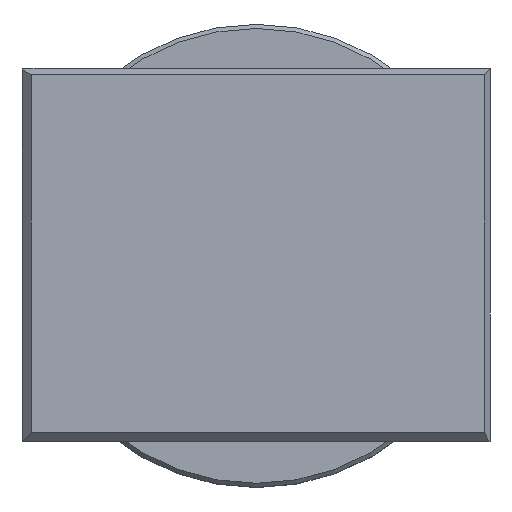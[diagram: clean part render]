
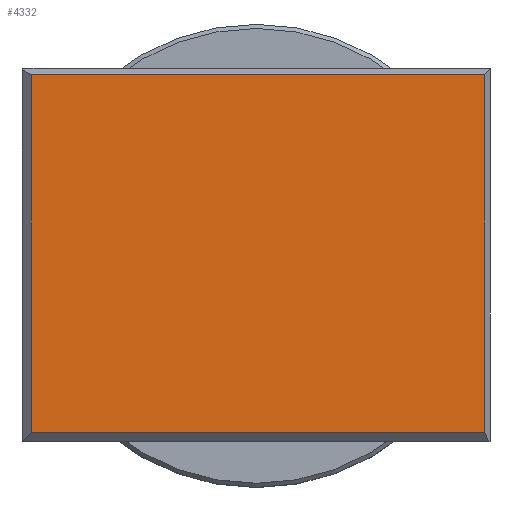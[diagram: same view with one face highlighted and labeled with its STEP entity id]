
A CAD part, top view. The second image highlights one B-rep face of the part: STEP entity #4332.
In plain terms, the highlighted planar face has unit normal (0, 0, 1).
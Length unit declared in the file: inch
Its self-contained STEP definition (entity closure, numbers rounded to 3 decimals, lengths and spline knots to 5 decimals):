
#172 = CARTESIAN_POINT ( 'NONE',  ( -0.05158, 1.09501, 2.63434 ) ) ;
#244 = VECTOR ( 'NONE', #2562, 39.37008 ) ;
#360 = ORIENTED_EDGE ( 'NONE', *, *, #1990, .T. ) ;
#530 = VERTEX_POINT ( 'NONE', #4450 ) ;
#606 = LINE ( 'NONE', #4894, #244 ) ;
#882 = PLANE ( 'NONE',  #5176 ) ;
#995 = CARTESIAN_POINT ( 'NONE',  ( -0.05158, 0.19609, 2.63434 ) ) ;
#1065 = VERTEX_POINT ( 'NONE', #2650 ) ;
#1370 = ORIENTED_EDGE ( 'NONE', *, *, #2755, .T. ) ;
#1990 = EDGE_CURVE ( 'NONE', #2234, #2438, #606, .T. ) ;
#2234 = VERTEX_POINT ( 'NONE', #5337 ) ;
#2438 = VERTEX_POINT ( 'NONE', #172 ) ;
#2562 = DIRECTION ( 'NONE',  ( -1., 0., 0. ) ) ;
#2609 = LINE ( 'NONE', #4495, #6222 ) ;
#2650 = CARTESIAN_POINT ( 'NONE',  ( 1.04996, 0.22609, 2.63434 ) ) ;
#2755 = EDGE_CURVE ( 'NONE', #530, #1065, #2609, .T. ) ;
#2760 = ORIENTED_EDGE ( 'NONE', *, *, #5571, .T. ) ;
#2892 = LINE ( 'NONE', #995, #4408 ) ;
#2923 = DIRECTION ( 'NONE',  ( 0., -1., 0. ) ) ;
#2989 = EDGE_CURVE ( 'NONE', #1065, #2234, #3893, .T. ) ;
#3062 = DIRECTION ( 'NONE',  ( 0., 0., 1. ) ) ;
#3404 = EDGE_LOOP ( 'NONE', ( #4749, #360, #2760, #1370 ) ) ;
#3554 = DIRECTION ( 'NONE',  ( 1., 0., 0. ) ) ;
#3893 = LINE ( 'NONE', #4021, #4416 ) ;
#4021 = CARTESIAN_POINT ( 'NONE',  ( 1.04996, 0.65759, 2.63434 ) ) ;
#4332 = ADVANCED_FACE ( 'NONE', ( #5334 ), #882, .T. ) ;
#4408 = VECTOR ( 'NONE', #2923, 39.37008 ) ;
#4416 = VECTOR ( 'NONE', #5987, 39.37008 ) ;
#4450 = CARTESIAN_POINT ( 'NONE',  ( -0.05158, 0.22609, 2.63434 ) ) ;
#4495 = CARTESIAN_POINT ( 'NONE',  ( 1.07342, 0.22609, 2.63434 ) ) ;
#4593 = DIRECTION ( 'NONE',  ( 1., 0., 0. ) ) ;
#4749 = ORIENTED_EDGE ( 'NONE', *, *, #2989, .T. ) ;
#4894 = CARTESIAN_POINT ( 'NONE',  ( 0.49592, 1.09501, 2.63434 ) ) ;
#5176 = AXIS2_PLACEMENT_3D ( 'NONE', #5815, #3062, #3554 ) ;
#5334 = FACE_OUTER_BOUND ( 'NONE', #3404, .T. ) ;
#5337 = CARTESIAN_POINT ( 'NONE',  ( 1.04996, 1.09501, 2.63434 ) ) ;
#5571 = EDGE_CURVE ( 'NONE', #2438, #530, #2892, .T. ) ;
#5815 = CARTESIAN_POINT ( 'NONE',  ( 0.49592, 0.65759, 2.63434 ) ) ;
#5987 = DIRECTION ( 'NONE',  ( 0., 1., 0. ) ) ;
#6222 = VECTOR ( 'NONE', #4593, 39.37008 ) ;
